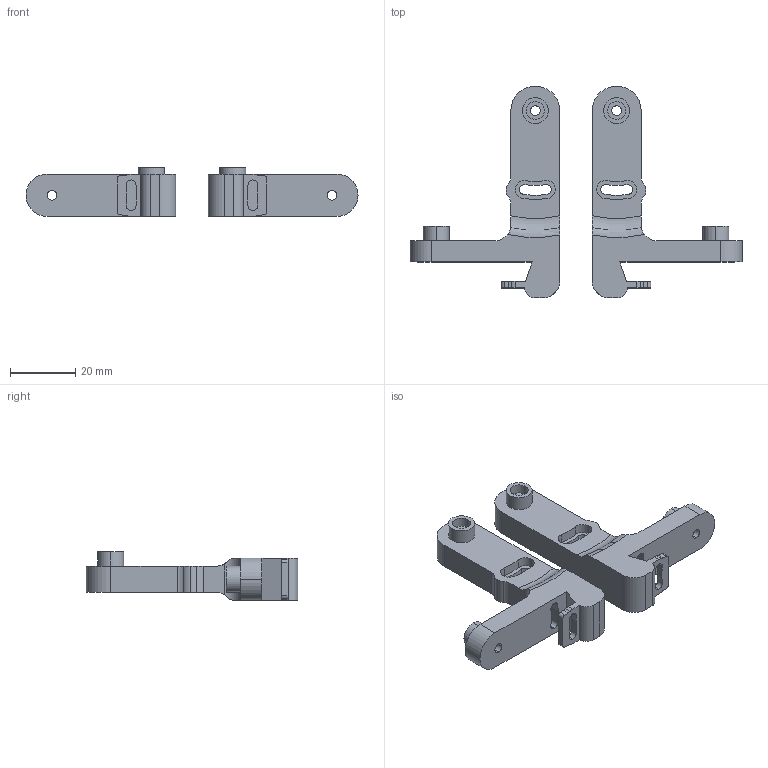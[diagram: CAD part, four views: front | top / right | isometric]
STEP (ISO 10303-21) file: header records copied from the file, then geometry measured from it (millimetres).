
FILE_DESCRIPTION (( 'STEP AP203' ), '1' );
FILE_NAME ('top_mid_print.STEP', '2025-04-14T15:21:37', ( '' ), ( '' ), 'SwSTEP 2.0', 'SolidWorks 2023', '' );
FILE_SCHEMA (( 'CONFIG_CONTROL_DESIGN' ));
Length unit declared in the file: millimetre
Products named in the file (1): top_mid_print
Bounding box: 102 x 65 x 15 mm (x, y, z)
Volume: 21783.9 mm3; surface area: 10762.4 mm2
Topology: 2 solids, 2 shells, 148 faces, 396 edges, 264 vertices
Faces by surface type: cylinder 96, plane 44, torus 8
Entity records: 4951 total; most frequent: CARTESIAN_POINT 969, DIRECTION 878, ORIENTED_EDGE 792, EDGE_CURVE 396, AXIS2_PLACEMENT_3D 353, VERTEX_POINT 264, CIRCLE 204, EDGE_LOOP 176
